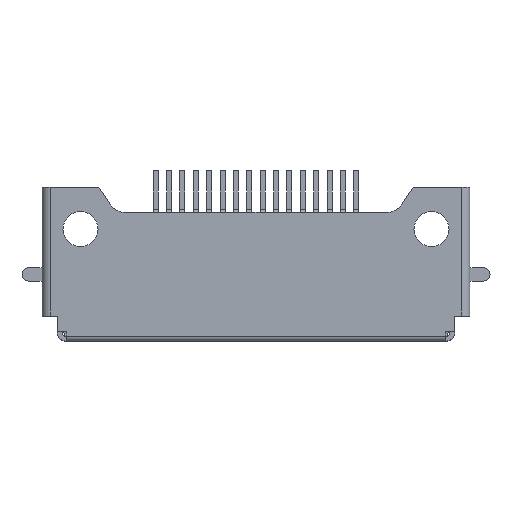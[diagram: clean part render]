
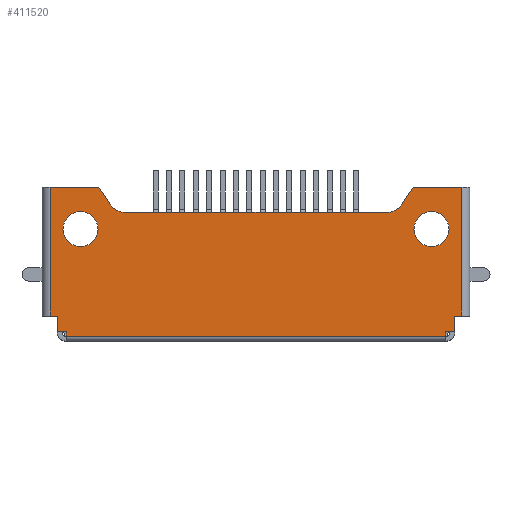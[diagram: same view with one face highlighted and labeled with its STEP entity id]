
A CAD part, top view. The second image highlights one B-rep face of the part: STEP entity #411520.
In plain terms, the highlighted planar face has unit normal (0, 0, 1).
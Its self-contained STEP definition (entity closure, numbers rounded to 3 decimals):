
#71840=CARTESIAN_POINT('',(12.3,8.9,5.3));
#71850=VERTEX_POINT('',#71840);
#72030=CARTESIAN_POINT('',(12.3,1.2,5.3));
#72040=VERTEX_POINT('',#72030);
#72070=CARTESIAN_POINT('',(12.3,-0.3,5.3));
#72080=DIRECTION('',(0.,1.,0.));
#72090=VECTOR('',#72080,1.);
#72100=LINE('',#72070,#72090);
#72110=EDGE_CURVE('',#72040,#71850,#72100,.T.);
#97350=CARTESIAN_POINT('',(0.,8.9,5.3));
#97360=DIRECTION('',(-1.,0.,0.));
#97370=VECTOR('',#97360,1.);
#97380=LINE('',#97350,#97370);
#97390=CARTESIAN_POINT('',(9.4,8.9,5.3));
#97400=VERTEX_POINT('',#97390);
#97410=EDGE_CURVE('',#71850,#97400,#97380,.T.);
#371480=CARTESIAN_POINT('',(11.35,0.,5.3));
#371490=VERTEX_POINT('',#371480);
#371580=CARTESIAN_POINT('',(-11.35,0.,5.3));
#371590=VERTEX_POINT('',#371580);
#371620=CARTESIAN_POINT('',(0.,0.,5.3));
#371630=DIRECTION('',(-1.,0.,0.));
#371640=VECTOR('',#371630,1.);
#371650=LINE('',#371620,#371640);
#371660=EDGE_CURVE('',#371490,#371590,#371650,.T.);
#372080=CARTESIAN_POINT('',(11.35,0.25,5.3));
#372090=VERTEX_POINT('',#372080);
#372120=CARTESIAN_POINT('',(0.,0.25,5.3));
#372130=DIRECTION('',(-1.,0.,0.));
#372140=VECTOR('',#372130,1.);
#372150=LINE('',#372120,#372140);
#372160=CARTESIAN_POINT('',(11.9,0.25,5.3));
#372170=VERTEX_POINT('',#372160);
#372180=EDGE_CURVE('',#372170,#372090,#372150,.T.);
#372710=CARTESIAN_POINT('',(11.9,1.2,5.3));
#372720=VERTEX_POINT('',#372710);
#372750=CARTESIAN_POINT('',(0.,1.2,5.3));
#372760=DIRECTION('',(-1.,0.,0.));
#372770=VECTOR('',#372760,1.);
#372780=LINE('',#372750,#372770);
#372790=EDGE_CURVE('',#72040,#372720,#372780,.T.);
#374470=CARTESIAN_POINT('',(3.267,-0.3,5.3));
#374480=DIRECTION('',(-0.555,-0.832,0.));
#374490=VECTOR('',#374480,1.);
#374500=LINE('',#374470,#374490);
#374510=CARTESIAN_POINT('',(8.697,7.845,5.3));
#374520=VERTEX_POINT('',#374510);
#374530=EDGE_CURVE('',#97400,#374520,#374500,.T.);
#374690=CARTESIAN_POINT('',(7.865,8.4,5.3));
#374700=DIRECTION('',(0.,0.,1.));
#374710=DIRECTION('',(1.,0.,0.));
#374720=AXIS2_PLACEMENT_3D('',#374690,#374700,#374710);
#374730=CIRCLE('',#374720,1.);
#374740=CARTESIAN_POINT('',(7.865,7.4,5.3));
#374750=VERTEX_POINT('',#374740);
#374760=EDGE_CURVE('',#374750,#374520,#374730,.T.);
#375110=CARTESIAN_POINT('',(0.,7.4,5.3));
#375120=DIRECTION('',(-1.,0.,0.));
#375130=VECTOR('',#375120,1.);
#375140=LINE('',#375110,#375130);
#375150=CARTESIAN_POINT('',(-7.865,7.4,5.3));
#375160=VERTEX_POINT('',#375150);
#375170=EDGE_CURVE('',#374750,#375160,#375140,.T.);
#375330=CARTESIAN_POINT('',(-7.865,8.4,5.3));
#375340=DIRECTION('',(0.,0.,1.));
#375350=DIRECTION('',(1.,0.,0.));
#375360=AXIS2_PLACEMENT_3D('',#375330,#375340,#375350);
#375370=CIRCLE('',#375360,1.);
#375380=CARTESIAN_POINT('',(-8.697,7.845,5.3));
#375390=VERTEX_POINT('',#375380);
#375400=EDGE_CURVE('',#375390,#375160,#375370,.T.);
#375670=CARTESIAN_POINT('',(-3.267,-0.3,5.3));
#375680=DIRECTION('',(-0.555,0.832,0.));
#375690=VECTOR('',#375680,1.);
#375700=LINE('',#375670,#375690);
#375710=CARTESIAN_POINT('',(-9.4,8.9,5.3));
#375720=VERTEX_POINT('',#375710);
#375730=EDGE_CURVE('',#375390,#375720,#375700,.T.);
#385080=CARTESIAN_POINT('',(-11.9,0.25,5.3));
#385090=VERTEX_POINT('',#385080);
#385240=CARTESIAN_POINT('',(-11.9,1.2,5.3));
#385250=VERTEX_POINT('',#385240);
#385280=CARTESIAN_POINT('',(-11.9,-0.3,5.3));
#385290=DIRECTION('',(0.,1.,0.));
#385300=VECTOR('',#385290,1.);
#385310=LINE('',#385280,#385300);
#385320=EDGE_CURVE('',#385090,#385250,#385310,.T.);
#385480=CARTESIAN_POINT('',(-11.35,0.25,5.3));
#385490=VERTEX_POINT('',#385480);
#385590=CARTESIAN_POINT('',(0.,0.25,5.3));
#385600=DIRECTION('',(-1.,0.,0.));
#385610=VECTOR('',#385600,1.);
#385620=LINE('',#385590,#385610);
#385630=EDGE_CURVE('',#385490,#385090,#385620,.T.);
#386900=CARTESIAN_POINT('',(-12.3,1.2,5.3));
#386910=VERTEX_POINT('',#386900);
#386940=CARTESIAN_POINT('',(0.,1.2,5.3));
#386950=DIRECTION('',(-1.,0.,0.));
#386960=VECTOR('',#386950,1.);
#386970=LINE('',#386940,#386960);
#386980=EDGE_CURVE('',#385250,#386910,#386970,.T.);
#387630=CARTESIAN_POINT('',(0.,8.9,5.3));
#387640=DIRECTION('',(-1.,0.,0.));
#387650=VECTOR('',#387640,1.);
#387660=LINE('',#387630,#387650);
#387670=CARTESIAN_POINT('',(-12.3,8.9,5.3));
#387680=VERTEX_POINT('',#387670);
#387690=EDGE_CURVE('',#375720,#387680,#387660,.T.);
#389550=CARTESIAN_POINT('',(-12.3,-0.3,5.3));
#389560=DIRECTION('',(0.,1.,0.));
#389570=VECTOR('',#389560,1.);
#389580=LINE('',#389550,#389570);
#389590=EDGE_CURVE('',#386910,#387680,#389580,.T.);
#393800=CARTESIAN_POINT('',(11.9,-0.3,5.3));
#393810=DIRECTION('',(0.,-1.,0.));
#393820=VECTOR('',#393810,1.);
#393830=LINE('',#393800,#393820);
#393840=EDGE_CURVE('',#372720,#372170,#393830,.T.);
#394140=CARTESIAN_POINT('',(11.35,-0.3,5.3));
#394150=DIRECTION('',(0.,1.,0.));
#394160=VECTOR('',#394150,1.);
#394170=LINE('',#394140,#394160);
#394180=EDGE_CURVE('',#371490,#372090,#394170,.T.);
#394560=CARTESIAN_POINT('',(-11.35,-0.3,5.3));
#394570=DIRECTION('',(0.,1.,0.));
#394580=VECTOR('',#394570,1.);
#394590=LINE('',#394560,#394580);
#394600=EDGE_CURVE('',#371590,#385490,#394590,.T.);
#410970=CARTESIAN_POINT('',(0.,-0.3,5.3));
#410980=DIRECTION('',(0.,0.,1.));
#410990=DIRECTION('',(1.,0.,0.));
#411000=AXIS2_PLACEMENT_3D('',#410970,#410980,#410990);
#411010=PLANE('',#411000);
#411020=ORIENTED_EDGE('',*,*,#394600,.F.);
#411030=ORIENTED_EDGE('',*,*,#385630,.F.);
#411040=ORIENTED_EDGE('',*,*,#385320,.F.);
#411050=ORIENTED_EDGE('',*,*,#386980,.F.);
#411060=ORIENTED_EDGE('',*,*,#389590,.F.);
#411070=ORIENTED_EDGE('',*,*,#387690,.T.);
#411080=ORIENTED_EDGE('',*,*,#375730,.T.);
#411090=ORIENTED_EDGE('',*,*,#375400,.F.);
#411100=ORIENTED_EDGE('',*,*,#375170,.T.);
#411110=ORIENTED_EDGE('',*,*,#374760,.F.);
#411120=ORIENTED_EDGE('',*,*,#374530,.T.);
#411130=ORIENTED_EDGE('',*,*,#97410,.T.);
#411140=ORIENTED_EDGE('',*,*,#72110,.T.);
#411150=ORIENTED_EDGE('',*,*,#372790,.F.);
#411160=ORIENTED_EDGE('',*,*,#393840,.F.);
#411170=ORIENTED_EDGE('',*,*,#372180,.F.);
#411180=ORIENTED_EDGE('',*,*,#394180,.T.);
#411190=ORIENTED_EDGE('',*,*,#371660,.F.);
#411200=EDGE_LOOP('',(#411190,#411180,#411170,#411160,#411150,#411140,
#411130,#411120,#411110,#411100,#411090,#411080,#411070,#411060,#411050,
#411040,#411030,#411020));
#411210=FACE_OUTER_BOUND('',#411200,.T.);
#411220=CARTESIAN_POINT('',(10.5,6.4,5.3));
#411230=DIRECTION('',(0.,0.,1.));
#411240=DIRECTION('',(1.,0.,0.));
#411250=AXIS2_PLACEMENT_3D('',#411220,#411230,#411240);
#411260=CIRCLE('',#411250,1.05);
#411270=CARTESIAN_POINT('',(11.55,6.4,5.3));
#411280=VERTEX_POINT('',#411270);
#411290=CARTESIAN_POINT('',(9.45,6.4,5.3));
#411300=VERTEX_POINT('',#411290);
#411310=EDGE_CURVE('',#411280,#411300,#411260,.T.);
#411320=ORIENTED_EDGE('',*,*,#411310,.F.);
#411330=EDGE_CURVE('',#411300,#411280,#411260,.T.);
#411340=ORIENTED_EDGE('',*,*,#411330,.F.);
#411350=EDGE_LOOP('',(#411340,#411320));
#411360=FACE_BOUND('',#411350,.T.);
#411370=CARTESIAN_POINT('',(-10.5,6.4,5.3));
#411380=DIRECTION('',(0.,0.,1.));
#411390=DIRECTION('',(1.,0.,0.));
#411400=AXIS2_PLACEMENT_3D('',#411370,#411380,#411390);
#411410=CIRCLE('',#411400,1.05);
#411420=CARTESIAN_POINT('',(-9.45,6.4,5.3));
#411430=VERTEX_POINT('',#411420);
#411440=CARTESIAN_POINT('',(-11.55,6.4,5.3));
#411450=VERTEX_POINT('',#411440);
#411460=EDGE_CURVE('',#411430,#411450,#411410,.T.);
#411470=ORIENTED_EDGE('',*,*,#411460,.F.);
#411480=EDGE_CURVE('',#411450,#411430,#411410,.T.);
#411490=ORIENTED_EDGE('',*,*,#411480,.F.);
#411500=EDGE_LOOP('',(#411490,#411470));
#411510=FACE_BOUND('',#411500,.T.);
#411520=ADVANCED_FACE('',(#411210,#411360,#411510),#411010,.T.);
